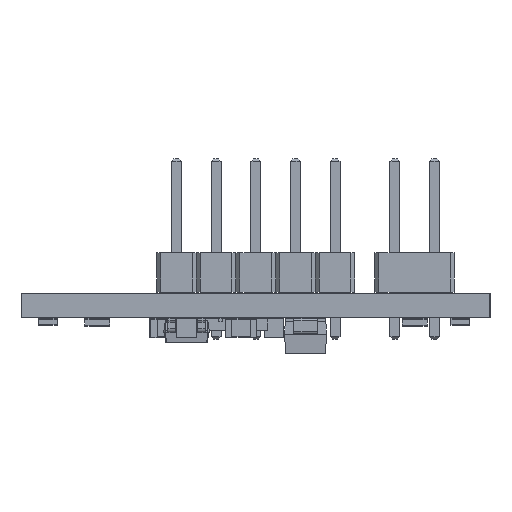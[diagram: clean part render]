
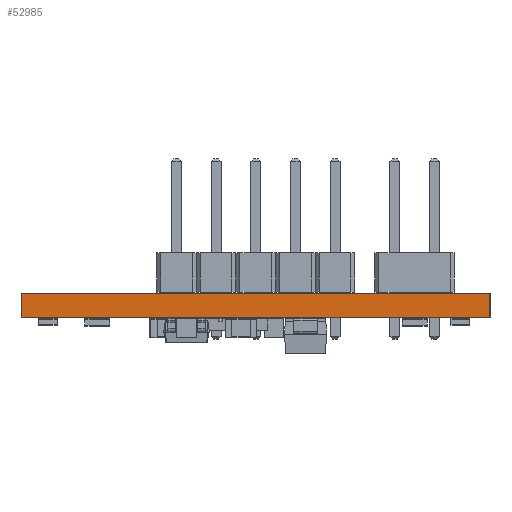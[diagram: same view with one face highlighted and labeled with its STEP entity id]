
A CAD part, left-side view. The second image highlights one B-rep face of the part: STEP entity #52985.
In plain terms, the highlighted planar face has unit normal (-1, 0, 0).
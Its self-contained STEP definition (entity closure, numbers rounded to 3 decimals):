
#52804 = PLANE('',#52805);
#52805 = AXIS2_PLACEMENT_3D('',#52806,#52807,#52808);
#52806 = CARTESIAN_POINT('',(168.971,-115.5,0.));
#52807 = DIRECTION('',(0.,-1.,0.));
#52808 = DIRECTION('',(-1.,0.,0.));
#52829 = VERTEX_POINT('',#52830);
#52830 = CARTESIAN_POINT('',(128.839,-115.5,1.58));
#52844 = PLANE('',#52845);
#52845 = AXIS2_PLACEMENT_3D('',#52846,#52847,#52848);
#52846 = CARTESIAN_POINT('',(148.905,-100.514,1.58));
#52847 = DIRECTION('',(-0.,-0.,-1.));
#52848 = DIRECTION('',(-1.,0.,0.));
#52856 = EDGE_CURVE('',#52857,#52829,#52859,.T.);
#52857 = VERTEX_POINT('',#52858);
#52858 = CARTESIAN_POINT('',(128.839,-115.5,0.));
#52859 = SURFACE_CURVE('',#52860,(#52864,#52871),.PCURVE_S1.);
#52860 = LINE('',#52861,#52862);
#52861 = CARTESIAN_POINT('',(128.839,-115.5,0.));
#52862 = VECTOR('',#52863,1.);
#52863 = DIRECTION('',(0.,0.,1.));
#52864 = PCURVE('',#52804,#52865);
#52865 = DEFINITIONAL_REPRESENTATION('',(#52866),#52870);
#52866 = LINE('',#52867,#52868);
#52867 = CARTESIAN_POINT('',(40.132,0.));
#52868 = VECTOR('',#52869,1.);
#52869 = DIRECTION('',(0.,-1.));
#52870 = ( GEOMETRIC_REPRESENTATION_CONTEXT(2) 
PARAMETRIC_REPRESENTATION_CONTEXT() REPRESENTATION_CONTEXT('2D SPACE',''
  ) );
#52871 = PCURVE('',#52872,#52877);
#52872 = PLANE('',#52873);
#52873 = AXIS2_PLACEMENT_3D('',#52874,#52875,#52876);
#52874 = CARTESIAN_POINT('',(128.839,-115.5,0.));
#52875 = DIRECTION('',(-1.,0.,0.));
#52876 = DIRECTION('',(0.,1.,0.));
#52877 = DEFINITIONAL_REPRESENTATION('',(#52878),#52882);
#52878 = LINE('',#52879,#52880);
#52879 = CARTESIAN_POINT('',(0.,0.));
#52880 = VECTOR('',#52881,1.);
#52881 = DIRECTION('',(0.,-1.));
#52882 = ( GEOMETRIC_REPRESENTATION_CONTEXT(2) 
PARAMETRIC_REPRESENTATION_CONTEXT() REPRESENTATION_CONTEXT('2D SPACE',''
  ) );
#52898 = PLANE('',#52899);
#52899 = AXIS2_PLACEMENT_3D('',#52900,#52901,#52902);
#52900 = CARTESIAN_POINT('',(148.905,-100.514,0.));
#52901 = DIRECTION('',(-0.,-0.,-1.));
#52902 = DIRECTION('',(-1.,0.,0.));
#52931 = PLANE('',#52932);
#52932 = AXIS2_PLACEMENT_3D('',#52933,#52934,#52935);
#52933 = CARTESIAN_POINT('',(128.839,-85.528,0.));
#52934 = DIRECTION('',(0.,1.,0.));
#52935 = DIRECTION('',(1.,0.,0.));
#52985 = ADVANCED_FACE('',(#52986),#52872,.T.);
#52986 = FACE_BOUND('',#52987,.T.);
#52987 = EDGE_LOOP('',(#52988,#52989,#53012,#53035));
#52988 = ORIENTED_EDGE('',*,*,#52856,.T.);
#52989 = ORIENTED_EDGE('',*,*,#52990,.T.);
#52990 = EDGE_CURVE('',#52829,#52991,#52993,.T.);
#52991 = VERTEX_POINT('',#52992);
#52992 = CARTESIAN_POINT('',(128.839,-85.528,1.58));
#52993 = SURFACE_CURVE('',#52994,(#52998,#53005),.PCURVE_S1.);
#52994 = LINE('',#52995,#52996);
#52995 = CARTESIAN_POINT('',(128.839,-115.5,1.58));
#52996 = VECTOR('',#52997,1.);
#52997 = DIRECTION('',(0.,1.,0.));
#52998 = PCURVE('',#52872,#52999);
#52999 = DEFINITIONAL_REPRESENTATION('',(#53000),#53004);
#53000 = LINE('',#53001,#53002);
#53001 = CARTESIAN_POINT('',(0.,-1.58));
#53002 = VECTOR('',#53003,1.);
#53003 = DIRECTION('',(1.,0.));
#53004 = ( GEOMETRIC_REPRESENTATION_CONTEXT(2) 
PARAMETRIC_REPRESENTATION_CONTEXT() REPRESENTATION_CONTEXT('2D SPACE',''
  ) );
#53005 = PCURVE('',#52844,#53006);
#53006 = DEFINITIONAL_REPRESENTATION('',(#53007),#53011);
#53007 = LINE('',#53008,#53009);
#53008 = CARTESIAN_POINT('',(20.066,-14.986));
#53009 = VECTOR('',#53010,1.);
#53010 = DIRECTION('',(0.,1.));
#53011 = ( GEOMETRIC_REPRESENTATION_CONTEXT(2) 
PARAMETRIC_REPRESENTATION_CONTEXT() REPRESENTATION_CONTEXT('2D SPACE',''
  ) );
#53012 = ORIENTED_EDGE('',*,*,#53013,.F.);
#53013 = EDGE_CURVE('',#53014,#52991,#53016,.T.);
#53014 = VERTEX_POINT('',#53015);
#53015 = CARTESIAN_POINT('',(128.839,-85.528,0.));
#53016 = SURFACE_CURVE('',#53017,(#53021,#53028),.PCURVE_S1.);
#53017 = LINE('',#53018,#53019);
#53018 = CARTESIAN_POINT('',(128.839,-85.528,0.));
#53019 = VECTOR('',#53020,1.);
#53020 = DIRECTION('',(0.,0.,1.));
#53021 = PCURVE('',#52872,#53022);
#53022 = DEFINITIONAL_REPRESENTATION('',(#53023),#53027);
#53023 = LINE('',#53024,#53025);
#53024 = CARTESIAN_POINT('',(29.972,0.));
#53025 = VECTOR('',#53026,1.);
#53026 = DIRECTION('',(0.,-1.));
#53027 = ( GEOMETRIC_REPRESENTATION_CONTEXT(2) 
PARAMETRIC_REPRESENTATION_CONTEXT() REPRESENTATION_CONTEXT('2D SPACE',''
  ) );
#53028 = PCURVE('',#52931,#53029);
#53029 = DEFINITIONAL_REPRESENTATION('',(#53030),#53034);
#53030 = LINE('',#53031,#53032);
#53031 = CARTESIAN_POINT('',(0.,0.));
#53032 = VECTOR('',#53033,1.);
#53033 = DIRECTION('',(0.,-1.));
#53034 = ( GEOMETRIC_REPRESENTATION_CONTEXT(2) 
PARAMETRIC_REPRESENTATION_CONTEXT() REPRESENTATION_CONTEXT('2D SPACE',''
  ) );
#53035 = ORIENTED_EDGE('',*,*,#53036,.F.);
#53036 = EDGE_CURVE('',#52857,#53014,#53037,.T.);
#53037 = SURFACE_CURVE('',#53038,(#53042,#53049),.PCURVE_S1.);
#53038 = LINE('',#53039,#53040);
#53039 = CARTESIAN_POINT('',(128.839,-115.5,0.));
#53040 = VECTOR('',#53041,1.);
#53041 = DIRECTION('',(0.,1.,0.));
#53042 = PCURVE('',#52872,#53043);
#53043 = DEFINITIONAL_REPRESENTATION('',(#53044),#53048);
#53044 = LINE('',#53045,#53046);
#53045 = CARTESIAN_POINT('',(0.,0.));
#53046 = VECTOR('',#53047,1.);
#53047 = DIRECTION('',(1.,0.));
#53048 = ( GEOMETRIC_REPRESENTATION_CONTEXT(2) 
PARAMETRIC_REPRESENTATION_CONTEXT() REPRESENTATION_CONTEXT('2D SPACE',''
  ) );
#53049 = PCURVE('',#52898,#53050);
#53050 = DEFINITIONAL_REPRESENTATION('',(#53051),#53055);
#53051 = LINE('',#53052,#53053);
#53052 = CARTESIAN_POINT('',(20.066,-14.986));
#53053 = VECTOR('',#53054,1.);
#53054 = DIRECTION('',(0.,1.));
#53055 = ( GEOMETRIC_REPRESENTATION_CONTEXT(2) 
PARAMETRIC_REPRESENTATION_CONTEXT() REPRESENTATION_CONTEXT('2D SPACE',''
  ) );
